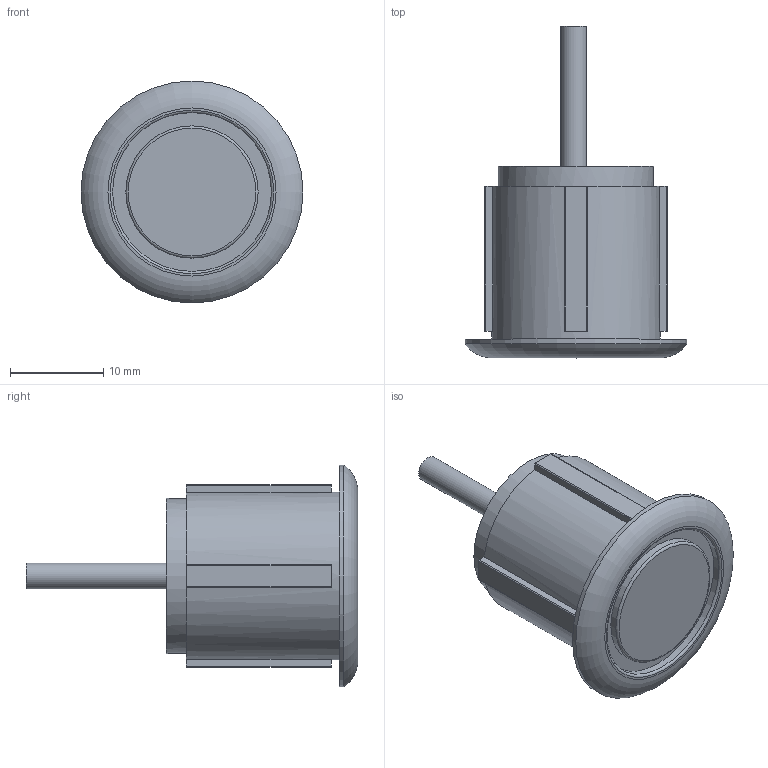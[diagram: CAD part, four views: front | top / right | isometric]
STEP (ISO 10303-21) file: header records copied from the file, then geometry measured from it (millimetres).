
FILE_DESCRIPTION(/* description */ (''),/* implementation_level */ '2;1');
FILE_NAME(/* name */ 'JSN-SR04 US Sensor.stp',/* time_stamp */ '2021-01-11T20:16:05+01:00',/* author */ ('rth'),/* organization */ (''),/* preprocessor_version */ 'ST-DEVELOPER v18.1',/* originating_system */ 'Autodesk Inventor 2021',/* authorisation */ '');
FILE_SCHEMA (('AUTOMOTIVE_DESIGN { 1 0 10303 214 3 1 1 }'));
Length unit declared in the file: millimetre
Products named in the file (1): JSN-SR04 US Sensor
Bounding box: 23.75 x 35.5 x 23.75 mm (x, y, z)
Volume: 5560.6 mm3; surface area: 2325.4 mm2
Topology: 1 solids, 1 shells, 40 faces, 111 edges, 78 vertices
Faces by surface type: plane 23, cylinder 14, torus 3
Full cylindrical faces by diameter (mm): 2.75 x1, 14.15 x1, 16.6 x1, 17 x1, 18 x1, 23.75 x1
Entity records: 1410 total; most frequent: DIRECTION 250, CARTESIAN_POINT 230, ORIENTED_EDGE 222, EDGE_CURVE 111, AXIS2_PLACEMENT_3D 98, VERTEX_POINT 78, CIRCLE 57, LINE 54
